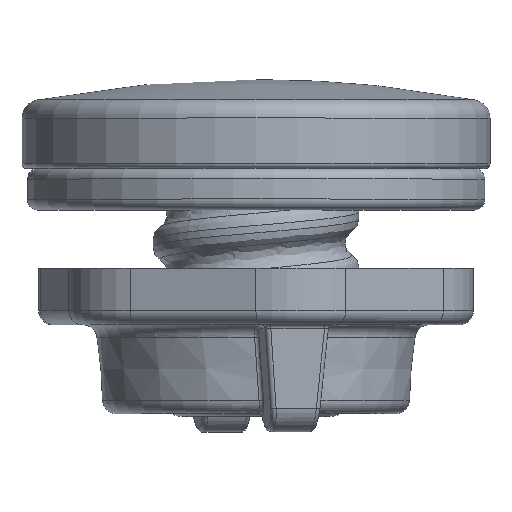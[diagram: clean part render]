
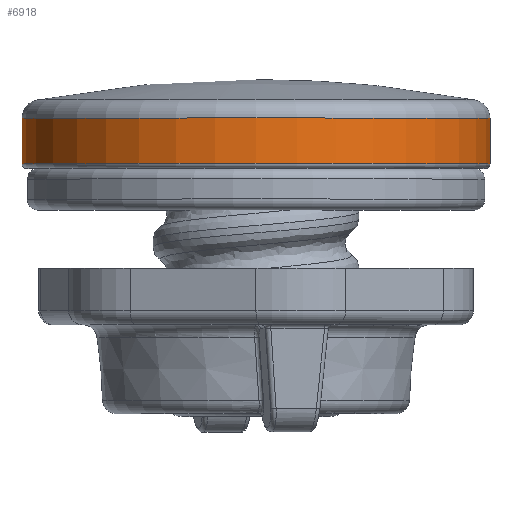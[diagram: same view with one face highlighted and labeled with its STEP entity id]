
A CAD part, top view. The second image highlights one B-rep face of the part: STEP entity #6918.
In plain terms, the highlighted cylindrical face has radius 12.7 mm (diameter 25.4 mm), a full revolution.
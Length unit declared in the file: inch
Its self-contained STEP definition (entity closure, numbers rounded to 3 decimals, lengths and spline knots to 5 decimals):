
#122 = CARTESIAN_POINT ( 'NONE',  ( -0.5, 0.275, 0. ) ) ;
#977 = DIRECTION ( 'NONE',  ( 0., -1., 0. ) ) ;
#1034 = EDGE_CURVE ( 'NONE', #6350, #6350, #7839, .T. ) ;
#1477 = ORIENTED_EDGE ( 'NONE', *, *, #2739, .F. ) ;
#1642 = CARTESIAN_POINT ( 'NONE',  ( 0., 0.275, 0. ) ) ;
#2685 = VERTEX_POINT ( 'NONE', #122 ) ;
#2739 = EDGE_CURVE ( 'NONE', #2685, #2685, #8602, .T. ) ;
#2828 = FACE_OUTER_BOUND ( 'NONE', #4188, .T. ) ;
#2924 = CARTESIAN_POINT ( 'NONE',  ( -0.5, 0.37205, 0. ) ) ;
#3428 = CARTESIAN_POINT ( 'NONE',  ( 0., 0.37205, 0. ) ) ;
#3716 = DIRECTION ( 'NONE',  ( 0., -1., 0. ) ) ;
#3778 = DIRECTION ( 'NONE',  ( -1., 0., 0. ) ) ;
#3824 = CYLINDRICAL_SURFACE ( 'NONE', #4861, 0.5 ) ;
#4188 = EDGE_LOOP ( 'NONE', ( #7195 ) ) ;
#4513 = DIRECTION ( 'NONE',  ( 1., 0., 0. ) ) ;
#4861 = AXIS2_PLACEMENT_3D ( 'NONE', #8399, #977, #4513 ) ;
#5698 = DIRECTION ( 'NONE',  ( -1., 0., 0. ) ) ;
#6350 = VERTEX_POINT ( 'NONE', #2924 ) ;
#6511 = AXIS2_PLACEMENT_3D ( 'NONE', #3428, #8482, #5698 ) ;
#6610 = FACE_OUTER_BOUND ( 'NONE', #8926, .T. ) ;
#6918 = ADVANCED_FACE ( 'NONE', ( #2828, #6610 ), #3824, .T. ) ;
#7181 = AXIS2_PLACEMENT_3D ( 'NONE', #1642, #3716, #3778 ) ;
#7195 = ORIENTED_EDGE ( 'NONE', *, *, #1034, .F. ) ;
#7839 = CIRCLE ( 'NONE', #6511, 0.5 ) ;
#8399 = CARTESIAN_POINT ( 'NONE',  ( 0., 0.335, 0. ) ) ;
#8482 = DIRECTION ( 'NONE',  ( 0., 1., 0. ) ) ;
#8602 = CIRCLE ( 'NONE', #7181, 0.5 ) ;
#8926 = EDGE_LOOP ( 'NONE', ( #1477 ) ) ;
